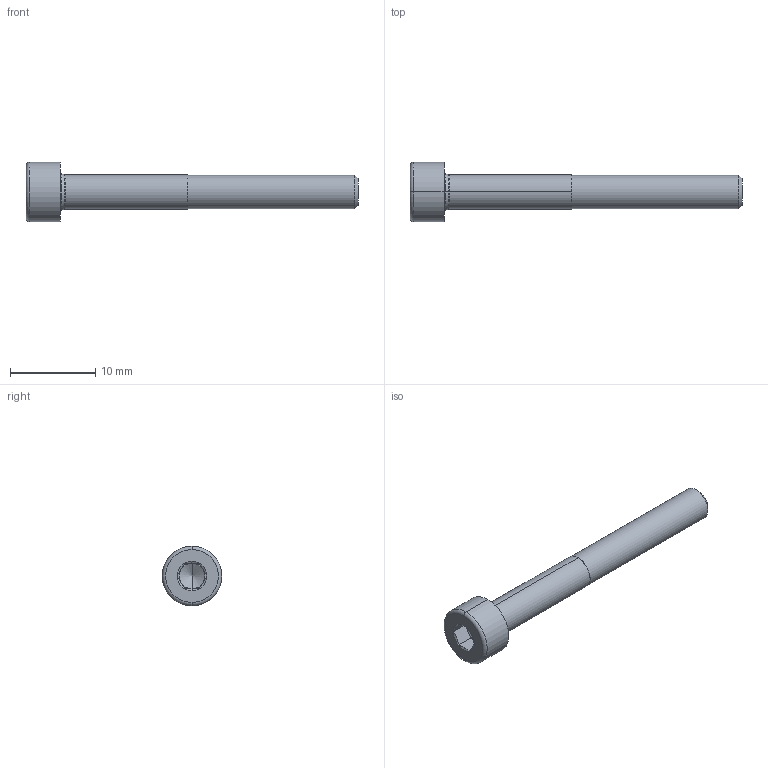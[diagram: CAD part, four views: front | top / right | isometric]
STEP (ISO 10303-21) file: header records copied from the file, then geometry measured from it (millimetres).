
FILE_DESCRIPTION(('HOOPS Exchange Step'),'2;1');
FILE_NAME('export-A72D191D-3C41-4F4F-B674-08341D7FB341.stp','2022-03-26T15:23:45+01:00',('Engineering'),('Alibre'),'HOOPS Exchange 2021.0','Alibre','Unknown authorisation');
FILE_SCHEMA( ('AP242_MANAGED_MODEL_BASED_3D_ENGINEERING_MIM_LF {1 0 10303 442 1 1 4 }') );
Length unit declared in the file: millimetre
Products named in the file (1): 4661 M4x35 DIN 912 metric bolt
Bounding box: 39 x 7 x 7 mm (x, y, z)
Volume: 562.9 mm3; surface area: 610.5 mm2
Topology: 1 solids, 1 shells, 35 faces, 78 edges, 46 vertices
Faces by surface type: plane 16, cone 8, torus 6, cylinder 5
Full cylindrical faces by diameter (mm): 3.9 x1
Entity records: 1043 total; most frequent: CARTESIAN_POINT 215, DIRECTION 179, ORIENTED_EDGE 152, EDGE_CURVE 76, AXIS2_PLACEMENT_3D 74, VERTEX_POINT 46, EDGE_LOOP 38, FACE_BOUND 38
